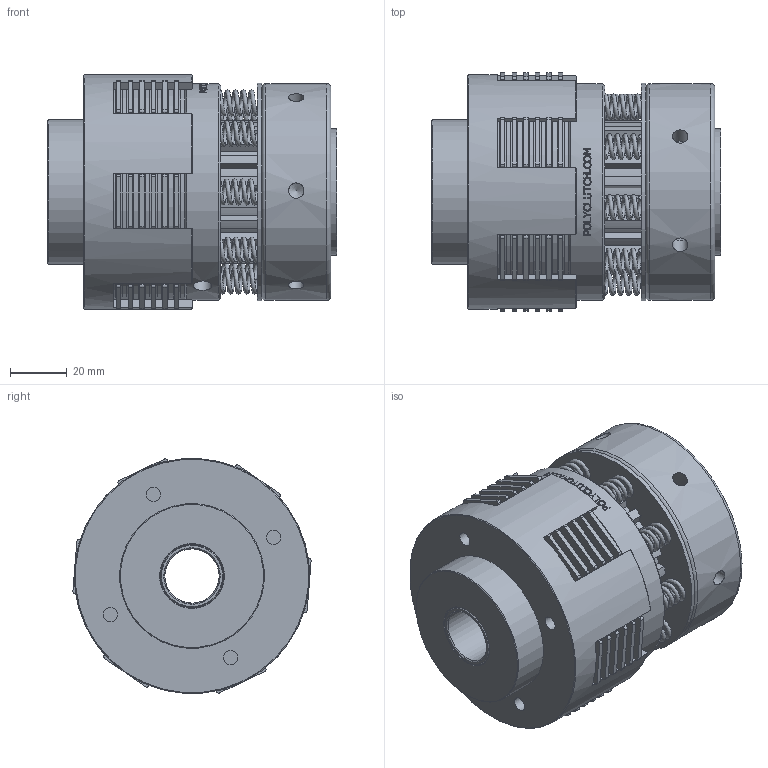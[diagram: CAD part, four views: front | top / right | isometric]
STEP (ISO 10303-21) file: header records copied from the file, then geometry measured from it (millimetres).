
FILE_DESCRIPTION(/* description */ (''),/* implementation_level */ '2;1');
FILE_NAME(/* name */ 'EAO52-12.stp',/* time_stamp */ '2019-07-30T09:04:04-05:00',/* author */ ('kurott'),/* organization */ (''),/* preprocessor_version */ 'ST-DEVELOPER v17',/* originating_system */ 'Autodesk Inventor 2019',/* authorisation */ '');
FILE_SCHEMA (('AUTOMOTIVE_DESIGN { 1 0 10303 214 3 1 1 }'));
Products named in the file (11): EAO52; E5211-10; E5217A; E5213; E5221G; E5214; E5215; E5218; P5204; E5209-16; OILITE52
Assembly tree (41 placements, depth 2):
  EAO52
    E5211-10
    E5217A
    E5215  x8
    E5221G  x12
    E5213  x6
    E5214  x9
    E5218
    P5204
    E5209-16
    OILITE52
Bounding box: 101.73 x 83.7 x 82.39 mm (x, y, z)
Volume: 347590.6 mm3; surface area: 246838.1 mm2
Topology: 41 solids, 41 shells, 1533 faces, 4406 edges, 2971 vertices
Faces by surface type: plane 708, cylinder 681, bspline 109, cone 28, torus 7
Full cylindrical faces by diameter (mm): 4.978 x4, 5.359 x1, 5.41 x6, 6.528 x2, 9.525 x15, 19.05 x1, 22.225 x2, 44.45 x2, 50.165 x1, 50.8 x1, 51.054 x12, 51.181 x6, 51.562 x1, 55.016 x1, 76.073 x12, 76.2 x2, 76.327 x8, 77.013 x1, 82.55 x1
Entity records: 47284 total; most frequent: CARTESIAN_POINT 30301, ORIENTED_EDGE 3612, DIRECTION 3183, EDGE_CURVE 1806, VERTEX_POINT 1219, AXIS2_PLACEMENT_3D 1127, LINE 929, VECTOR 929
